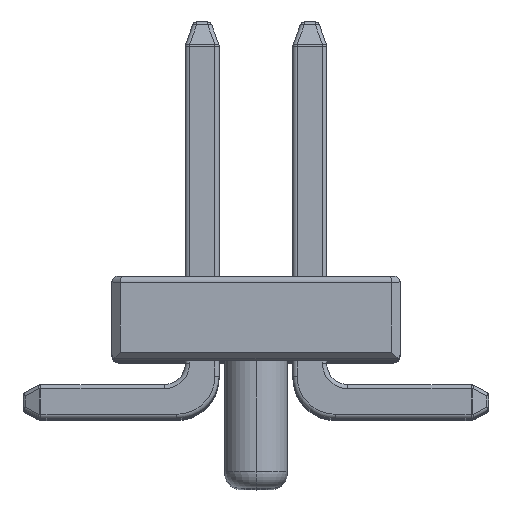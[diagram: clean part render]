
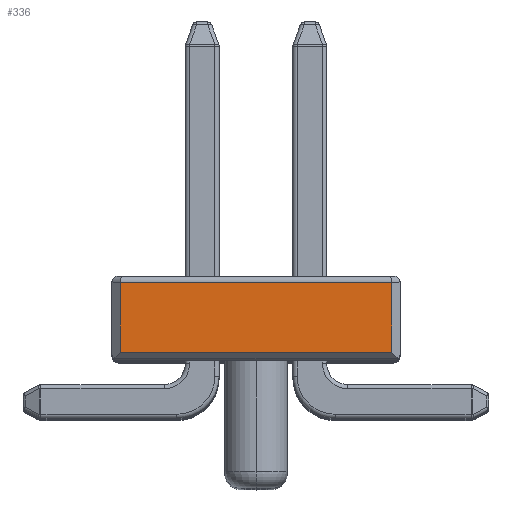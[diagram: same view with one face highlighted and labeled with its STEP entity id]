
A CAD part, top view. The second image highlights one B-rep face of the part: STEP entity #336.
In plain terms, the highlighted planar face has unit normal (0, 0, 1).
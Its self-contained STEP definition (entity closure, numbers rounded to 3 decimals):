
#274 = VECTOR ( 'NONE', #4704, 1000. ) ;
#336 = ADVANCED_FACE ( 'NONE', ( #6007 ), #5609, .T. ) ;
#492 = LINE ( 'NONE', #2112, #5491 ) ;
#579 = CARTESIAN_POINT ( 'NONE',  ( 1.6, 0.1, 0.635 ) ) ;
#894 = ORIENTED_EDGE ( 'NONE', *, *, #2822, .T. ) ;
#1403 = CARTESIAN_POINT ( 'NONE',  ( 1.6, 0.925, 0.635 ) ) ;
#1421 = LINE ( 'NONE', #2775, #5241 ) ;
#1574 = EDGE_CURVE ( 'NONE', #4396, #5038, #4912, .T. ) ;
#1626 = CARTESIAN_POINT ( 'NONE',  ( -1.6, 0.925, 0.635 ) ) ;
#1719 = CARTESIAN_POINT ( 'NONE',  ( 1.7, 0.1, 0.635 ) ) ;
#1747 = CARTESIAN_POINT ( 'NONE',  ( 1.6, 1., 0.635 ) ) ;
#2112 = CARTESIAN_POINT ( 'NONE',  ( 0., 0.925, 0.635 ) ) ;
#2275 = CARTESIAN_POINT ( 'NONE',  ( -1.6, 0.1, 0.635 ) ) ;
#2589 = CARTESIAN_POINT ( 'NONE',  ( 0., 0., 0.635 ) ) ;
#2590 = DIRECTION ( 'NONE',  ( -1., 0., 0. ) ) ;
#2614 = VERTEX_POINT ( 'NONE', #1626 ) ;
#2775 = CARTESIAN_POINT ( 'NONE',  ( -1.6, 0., 0.635 ) ) ;
#2781 = ORIENTED_EDGE ( 'NONE', *, *, #5391, .T. ) ;
#2822 = EDGE_CURVE ( 'NONE', #2614, #4622, #1421, .T. ) ;
#3209 = DIRECTION ( 'NONE',  ( 0., 1., 0. ) ) ;
#3267 = DIRECTION ( 'NONE',  ( 0., -1., 0. ) ) ;
#3674 = AXIS2_PLACEMENT_3D ( 'NONE', #2589, #4814, #5024 ) ;
#3884 = EDGE_LOOP ( 'NONE', ( #6394, #5325, #894, #2781 ) ) ;
#4396 = VERTEX_POINT ( 'NONE', #579 ) ;
#4622 = VERTEX_POINT ( 'NONE', #2275 ) ;
#4704 = DIRECTION ( 'NONE',  ( 1., 0., 0. ) ) ;
#4814 = DIRECTION ( 'NONE',  ( 0., 0., 1. ) ) ;
#4912 = LINE ( 'NONE', #1747, #6050 ) ;
#5024 = DIRECTION ( 'NONE',  ( 1., 0., 0. ) ) ;
#5038 = VERTEX_POINT ( 'NONE', #1403 ) ;
#5241 = VECTOR ( 'NONE', #3267, 1000. ) ;
#5325 = ORIENTED_EDGE ( 'NONE', *, *, #6079, .T. ) ;
#5391 = EDGE_CURVE ( 'NONE', #4622, #4396, #5426, .T. ) ;
#5426 = LINE ( 'NONE', #1719, #274 ) ;
#5491 = VECTOR ( 'NONE', #2590, 1000. ) ;
#5609 = PLANE ( 'NONE',  #3674 ) ;
#6007 = FACE_OUTER_BOUND ( 'NONE', #3884, .T. ) ;
#6050 = VECTOR ( 'NONE', #3209, 1000. ) ;
#6079 = EDGE_CURVE ( 'NONE', #5038, #2614, #492, .T. ) ;
#6394 = ORIENTED_EDGE ( 'NONE', *, *, #1574, .T. ) ;
